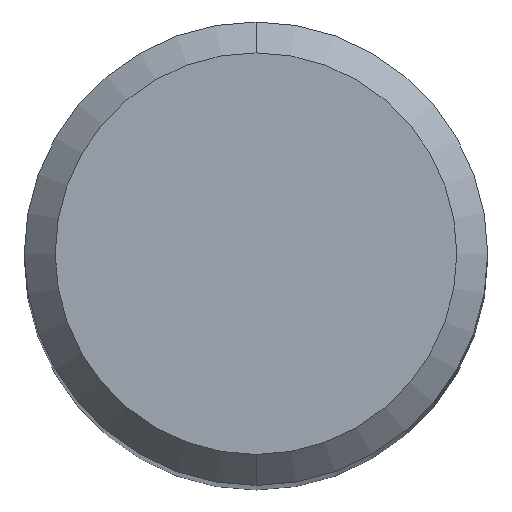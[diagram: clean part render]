
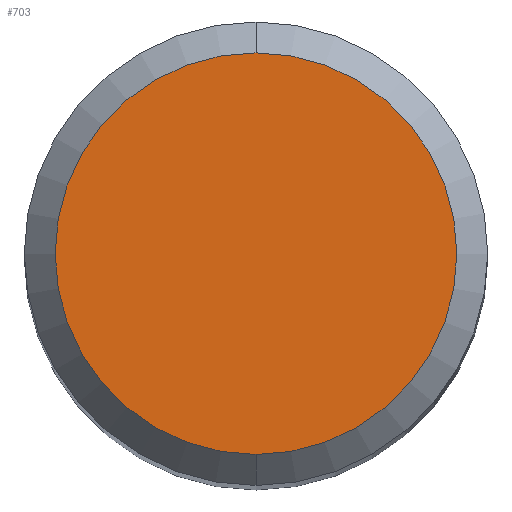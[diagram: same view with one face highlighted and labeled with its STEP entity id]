
A CAD part, top view. The second image highlights one B-rep face of the part: STEP entity #703.
In plain terms, the highlighted planar face has unit normal (0, 0, 1).
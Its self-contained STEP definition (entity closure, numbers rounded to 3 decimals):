
#703=ADVANCED_FACE('',(#2055),#2056,.T.);
#827=VERTEX_POINT('',#2190);
#1139=EDGE_CURVE('',#1209,#827,#2531,.T.);
#1209=VERTEX_POINT('',#2602);
#1261=EDGE_CURVE('',#827,#1209,#2659,.T.);
#2055=FACE_OUTER_BOUND('',#3712,.T.);
#2056=PLANE('',#3713);
#2190=CARTESIAN_POINT('',(0.0,2.6,0.0));
#2531=CIRCLE('',#8372,2.6);
#2602=CARTESIAN_POINT('',(0.,-2.6,0.0));
#2659=CIRCLE('',#8854,2.6);
#3712=EDGE_LOOP('',(#18550,#18551));
#3713=AXIS2_PLACEMENT_3D('',#18552,#18553,#18554);
#8372=AXIS2_PLACEMENT_3D('',#18990,#18991,#18992);
#8854=AXIS2_PLACEMENT_3D('',#19070,#19071,#19072);
#18550=ORIENTED_EDGE('',*,*,#1261,.F.);
#18551=ORIENTED_EDGE('',*,*,#1139,.F.);
#18552=CARTESIAN_POINT('',(0.0,1.3,0.0));
#18553=DIRECTION('',(-0.0,0.0,1.0));
#18554=DIRECTION('',(0.0,-1.0,0.0));
#18990=CARTESIAN_POINT('',(0.0,0.0,0.0));
#18991=DIRECTION('',(0.0,0.0,-1.0));
#18992=DIRECTION('',(0.0,1.0,0.0));
#19070=CARTESIAN_POINT('',(0.0,0.0,0.0));
#19071=DIRECTION('',(0.0,0.0,-1.0));
#19072=DIRECTION('',(0.0,1.0,0.0));
